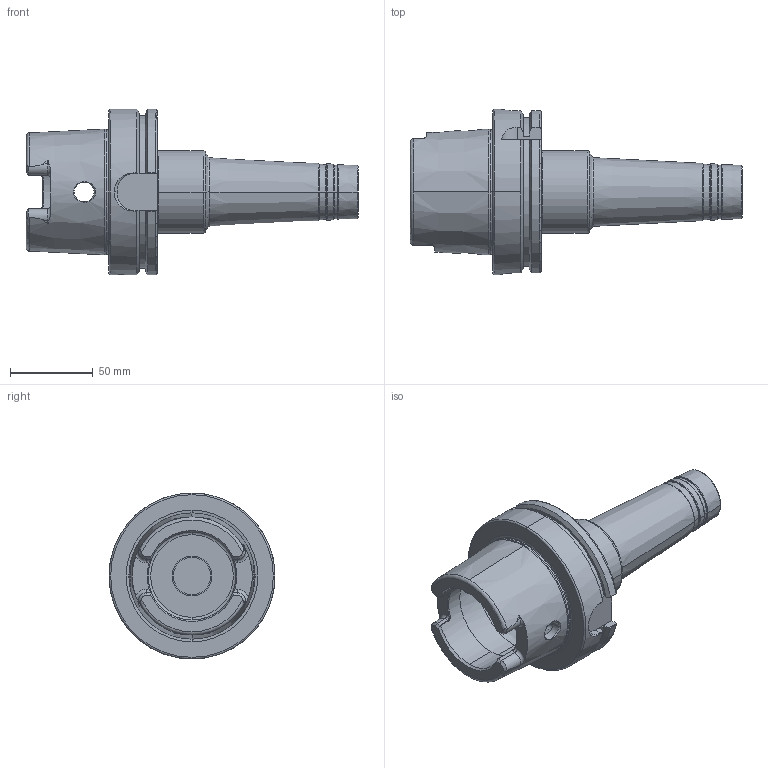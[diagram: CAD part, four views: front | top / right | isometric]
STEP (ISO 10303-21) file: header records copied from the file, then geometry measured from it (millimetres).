
FILE_DESCRIPTION((''),'2;1');
FILE_NAME('WR208HMC-HSK100A-HMC0_63-5_91','2020-03-26T',('MYPC'),(''),'PRO/ENGINEER BY PARAMETRIC TECHNOLOGY CORPORATION, 2012130','PRO/ENGINEER BY PARAMETRIC TECHNOLOGY CORPORATION, 2012130','');
FILE_SCHEMA(('CONFIG_CONTROL_DESIGN'));
Length unit declared in the file: inch
Products named in the file (1): WR208HMC-HSK100A-HMC0_63-5_91
Bounding box: 200.01 x 100 x 100 mm (x, y, z)
Volume: 392079.4 mm3; surface area: 69936.9 mm2
Topology: 1 solids, 2 shells, 210 faces, 502 edges, 300 vertices
Faces by surface type: cone 57, cylinder 54, plane 52, torus 43, bspline 4
Entity records: 6801 total; most frequent: CARTESIAN_POINT 1905, DIRECTION 1054, ORIENTED_EDGE 1002, EDGE_CURVE 502, AXIS2_PLACEMENT_3D 434, VERTEX_POINT 300, CIRCLE 227, EDGE_LOOP 221
